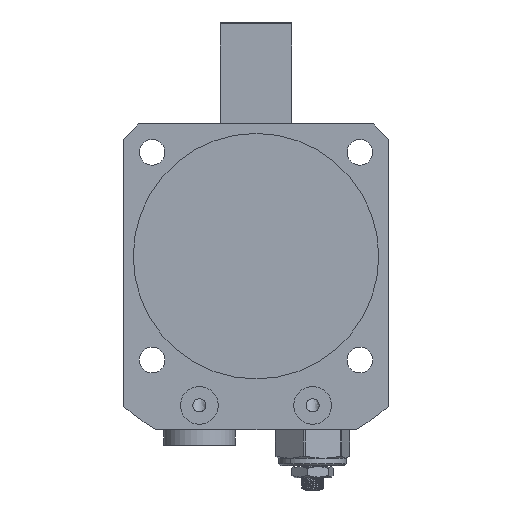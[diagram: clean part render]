
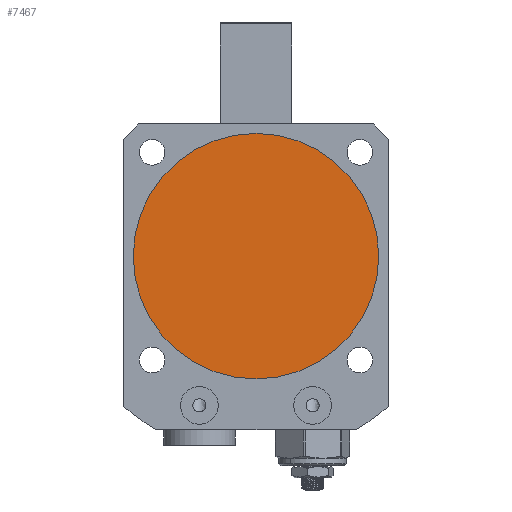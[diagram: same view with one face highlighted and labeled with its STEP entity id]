
A CAD part, front view. The second image highlights one B-rep face of the part: STEP entity #7467.
In plain terms, the highlighted planar face has unit normal (0, -1, 0).
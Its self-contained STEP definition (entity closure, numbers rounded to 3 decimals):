
#1085 = AXIS2_PLACEMENT_3D ( 'NONE', #7296, #7248, #7202 ) ;
#1255 = CIRCLE ( 'NONE', #1085, 32.5 ) ;
#2705 = CARTESIAN_POINT ( 'NONE',  ( 0., 0., 32.5 ) ) ;
#3150 = ORIENTED_EDGE ( 'NONE', *, *, #3320, .T. ) ;
#3264 = FACE_OUTER_BOUND ( 'NONE', #5685, .T. ) ;
#3320 = EDGE_CURVE ( 'NONE', #12395, #8298, #1255, .T. ) ;
#3429 = ORIENTED_EDGE ( 'NONE', *, *, #6183, .T. ) ;
#5114 = AXIS2_PLACEMENT_3D ( 'NONE', #11752, #13310, #12747 ) ;
#5522 = AXIS2_PLACEMENT_3D ( 'NONE', #11447, #11431, #11395 ) ;
#5685 = EDGE_LOOP ( 'NONE', ( #3150, #3429 ) ) ;
#6183 = EDGE_CURVE ( 'NONE', #8298, #12395, #9564, .T. ) ;
#7202 = DIRECTION ( 'NONE',  ( 0., 0., -1. ) ) ;
#7248 = DIRECTION ( 'NONE',  ( 0., -1., 0. ) ) ;
#7252 = CARTESIAN_POINT ( 'NONE',  ( 0., 0., -32.5 ) ) ;
#7296 = CARTESIAN_POINT ( 'NONE',  ( 0., 0., 0. ) ) ;
#7467 = ADVANCED_FACE ( 'NONE', ( #3264 ), #12800, .T. ) ;
#8298 = VERTEX_POINT ( 'NONE', #2705 ) ;
#9564 = CIRCLE ( 'NONE', #5522, 32.5 ) ;
#11395 = DIRECTION ( 'NONE',  ( 0., 0., -1. ) ) ;
#11431 = DIRECTION ( 'NONE',  ( 0., -1., 0. ) ) ;
#11447 = CARTESIAN_POINT ( 'NONE',  ( 0., 0., 0. ) ) ;
#11752 = CARTESIAN_POINT ( 'NONE',  ( 27., 0., 0. ) ) ;
#12395 = VERTEX_POINT ( 'NONE', #7252 ) ;
#12747 = DIRECTION ( 'NONE',  ( 0., 0., -1. ) ) ;
#12800 = PLANE ( 'NONE',  #5114 ) ;
#13310 = DIRECTION ( 'NONE',  ( 0., -1., 0. ) ) ;
